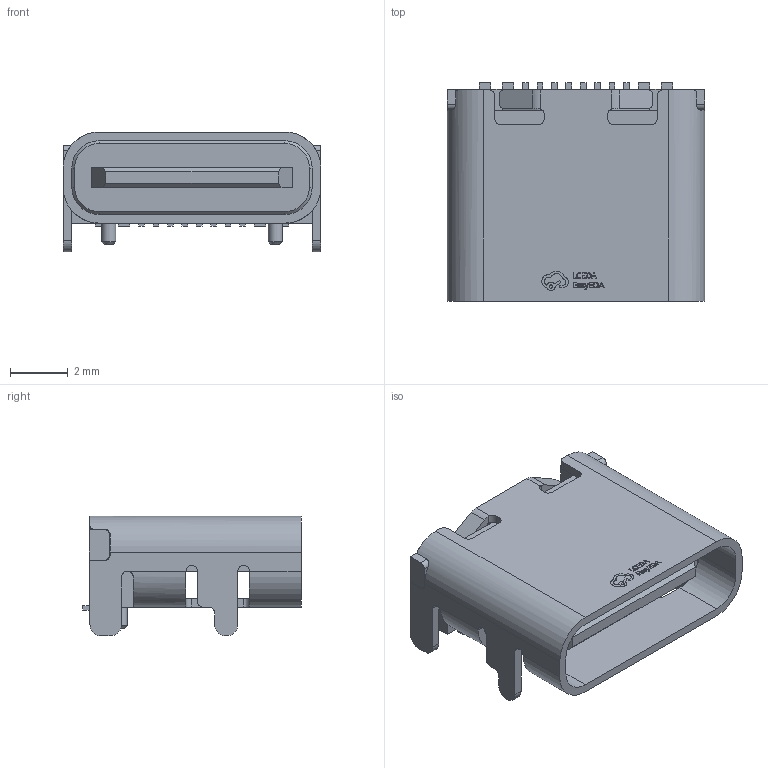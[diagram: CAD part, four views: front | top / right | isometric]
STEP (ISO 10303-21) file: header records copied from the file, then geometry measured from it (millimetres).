
FILE_DESCRIPTION(/* description */ ('Designed by EasyEDA Pro'),/* implementation_level */ '2;1');
FILE_NAME(/* name */ 'USB-C-SMD_16P_KH.step',/* time_stamp */ '2024-01-01T22:41:15+08:00',/* author */ ('20220615'),/* organization */ ('Open CASCADE'),/* preprocessor_version */ 'ST-DEVELOPER v19',/* originating_system */ 'Autodesk Inventor 2023',/* authorisation */ 'Unknown');
FILE_SCHEMA (('AUTOMOTIVE_DESIGN { 1 0 10303 214 3 1 1 }'));
Length unit declared in the file: millimetre
Products named in the file (4): PCBModel; USB1; USB-C-SMD_TYPE-C-6PIN-2MD-073; COMPOUND
Assembly tree (3 placements, depth 4):
  PCBModel
    USB1
      USB-C-SMD_TYPE-C-6PIN-2MD-073
        COMPOUND
Bounding box: 8.94 x 7.58 x 4.16 mm (x, y, z)
Volume: 115.4 mm3; surface area: 465.6 mm2
Topology: 15 solids, 15 shells, 526 faces, 1457 edges, 966 vertices
Faces by surface type: plane 342, bspline 112, cylinder 66, cone 6
Full cylindrical faces by diameter (mm): 0.5 x2
Entity records: 18645 total; most frequent: CARTESIAN_POINT 4948, ORIENTED_EDGE 2914, DIRECTION 2365, EDGE_CURVE 1457, LINE 1079, VECTOR 1079, VERTEX_POINT 966, AXIS2_PLACEMENT_3D 643
